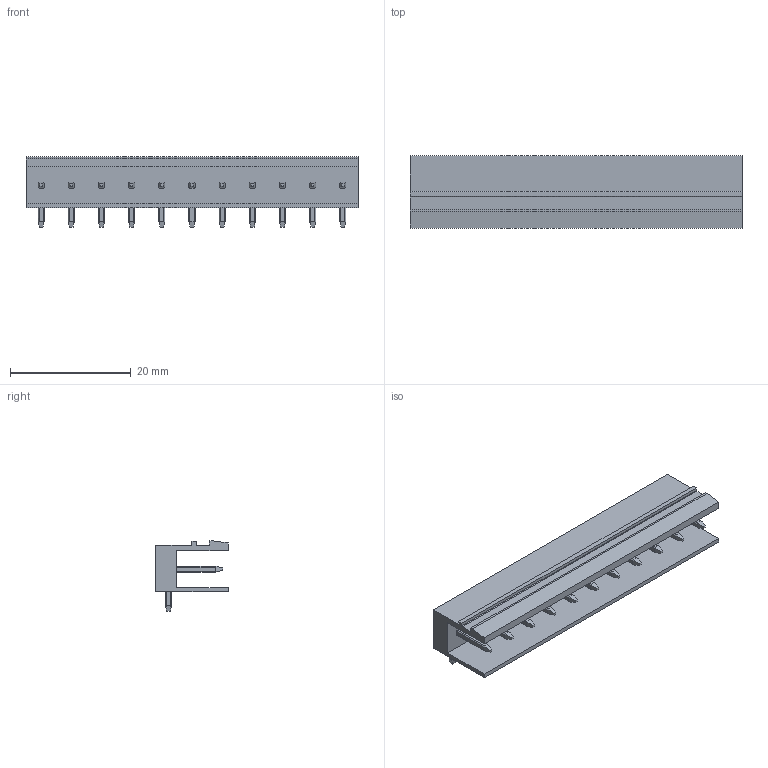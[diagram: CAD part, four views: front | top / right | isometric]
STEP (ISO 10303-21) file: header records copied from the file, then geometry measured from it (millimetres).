
FILE_DESCRIPTION(('CATIA V5 STEP Exchange','CAx-IF Rec.Pracs.--- Model Styling and Organization---1.2---2011-12-15'),'2;1');
FILE_NAME ('D1452871_0_1571220000_1571220000.stp','2018-10-13T05:17:01+00:00',('none'),('Weidmueller'),'CATIA Version 5-6 Release 2014','CATIA V5 STEP AP214','none');
FILE_SCHEMA(('AUTOMOTIVE_DESIGN { 1 0 10303 214 1 1 1 1 }'));
Length unit declared in the file: millimetre
Products named in the file (1): 1571220000
Bounding box: 55 x 12 x 11.7 mm (x, y, z)
Volume: 2462 mm3; surface area: 4135.5 mm2
Topology: 12 solids, 12 shells, 437 faces, 1151 edges, 738 vertices
Faces by surface type: plane 259, cylinder 178
Entity records: 12128 total; most frequent: CARTESIAN_POINT 2922, ORIENTED_EDGE 2302, DIRECTION 1153, EDGE_CURVE 1145, VERTEX_POINT 730, VECTOR 705, LINE 705, EDGE_LOOP 459
